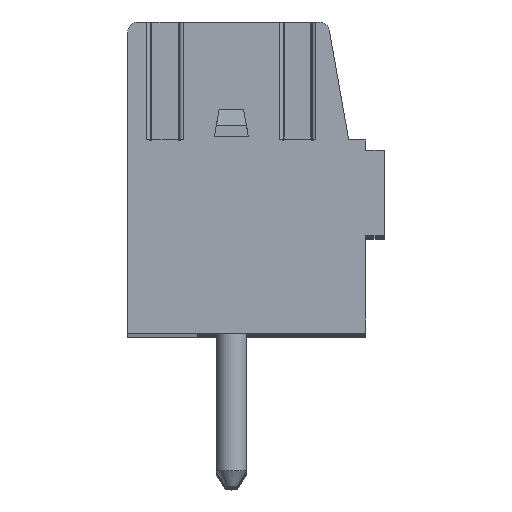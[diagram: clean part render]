
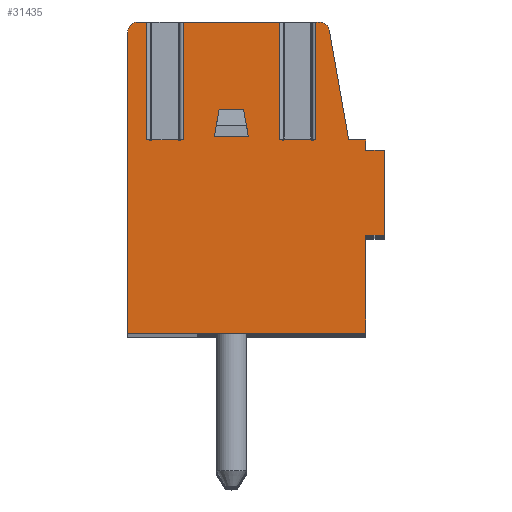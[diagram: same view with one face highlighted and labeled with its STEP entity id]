
A CAD part, top view. The second image highlights one B-rep face of the part: STEP entity #31435.
In plain terms, the highlighted planar face has unit normal (0, 0, 1).
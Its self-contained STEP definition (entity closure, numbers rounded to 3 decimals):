
#4445=DIRECTION('',(-1.,0.,0.));
#4446=VECTOR('',#4445,1.07);
#4447=CARTESIAN_POINT('',(2.035,1.105,1.75));
#4448=LINE('',#4447,#4446);
#4449=DIRECTION('',(0.,1.,0.));
#4450=VECTOR('',#4449,3.47);
#4451=CARTESIAN_POINT('',(2.035,1.105,1.75));
#4452=LINE('',#4451,#4450);
#4453=DIRECTION('',(1.,0.,0.));
#4454=VECTOR('',#4453,0.101);
#4455=CARTESIAN_POINT('',(2.035,4.575,1.75));
#4456=LINE('',#4455,#4454);
#4457=CARTESIAN_POINT('',(2.136,4.275,1.75));
#4458=DIRECTION('',(0.,0.,-1.));
#4459=DIRECTION('',(0.,1.,0.));
#4460=AXIS2_PLACEMENT_3D('',#4457,#4458,#4459);
#4462=DIRECTION('',(0.174,-0.985,0.));
#4463=VECTOR('',#4462,3.272);
#4464=CARTESIAN_POINT('',(2.432,4.327,1.75));
#4465=LINE('',#4464,#4463);
#4466=DIRECTION('',(1.,0.,0.));
#4467=VECTOR('',#4466,0.5);
#4468=CARTESIAN_POINT('',(3.,1.105,1.75));
#4469=LINE('',#4468,#4467);
#4470=DIRECTION('',(0.,-1.,0.));
#4471=VECTOR('',#4470,0.3);
#4472=CARTESIAN_POINT('',(3.5,1.105,1.75));
#4473=LINE('',#4472,#4471);
#4474=DIRECTION('',(0.,-1.,0.));
#4475=VECTOR('',#4474,2.88);
#4476=CARTESIAN_POINT('',(3.5,-1.695,1.75));
#4477=LINE('',#4476,#4475);
#4478=DIRECTION('',(-1.,0.,0.));
#4479=VECTOR('',#4478,7.);
#4480=CARTESIAN_POINT('',(3.5,-4.575,1.75));
#4481=LINE('',#4480,#4479);
#4482=DIRECTION('',(0.,1.,0.));
#4483=VECTOR('',#4482,8.85);
#4484=CARTESIAN_POINT('',(-3.5,-4.575,1.75));
#4485=LINE('',#4484,#4483);
#4486=CARTESIAN_POINT('',(-3.2,4.275,1.75));
#4487=DIRECTION('',(0.,0.,-1.));
#4488=DIRECTION('',(-1.,0.,0.));
#4489=AXIS2_PLACEMENT_3D('',#4486,#4487,#4488);
#4491=DIRECTION('',(1.,0.,0.));
#4492=VECTOR('',#4491,0.265);
#4493=CARTESIAN_POINT('',(-3.2,4.575,1.75));
#4494=LINE('',#4493,#4492);
#4495=DIRECTION('',(0.,1.,0.));
#4496=VECTOR('',#4495,3.47);
#4497=CARTESIAN_POINT('',(-2.935,1.105,1.75));
#4498=LINE('',#4497,#4496);
#4499=DIRECTION('',(-1.,0.,0.));
#4500=VECTOR('',#4499,1.07);
#4501=CARTESIAN_POINT('',(-1.865,1.105,1.75));
#4502=LINE('',#4501,#4500);
#4503=DIRECTION('',(0.,1.,0.));
#4504=VECTOR('',#4503,3.47);
#4505=CARTESIAN_POINT('',(-1.865,1.105,1.75));
#4506=LINE('',#4505,#4504);
#4507=DIRECTION('',(1.,0.,0.));
#4508=VECTOR('',#4507,2.83);
#4509=CARTESIAN_POINT('',(-1.865,4.575,1.75));
#4510=LINE('',#4509,#4508);
#4511=DIRECTION('',(0.,1.,0.));
#4512=VECTOR('',#4511,3.47);
#4513=CARTESIAN_POINT('',(0.965,1.105,1.75));
#4514=LINE('',#4513,#4512);
#4515=DIRECTION('',(-1.,0.,0.));
#4516=VECTOR('',#4515,0.718);
#4517=CARTESIAN_POINT('',(-0.091,2.005,1.75));
#4518=LINE('',#4517,#4516);
#4519=DIRECTION('',(-0.174,-0.985,0.));
#4520=VECTOR('',#4519,0.812);
#4521=CARTESIAN_POINT('',(-0.809,2.005,1.75));
#4522=LINE('',#4521,#4520);
#4523=DIRECTION('',(1.,0.,0.));
#4524=VECTOR('',#4523,1.);
#4525=CARTESIAN_POINT('',(-0.95,1.205,1.75));
#4526=LINE('',#4525,#4524);
#4527=DIRECTION('',(-0.174,0.985,0.));
#4528=VECTOR('',#4527,0.812);
#4529=CARTESIAN_POINT('',(0.05,1.205,1.75));
#4530=LINE('',#4529,#4528);
#4815=DIRECTION('',(-1.,0.,0.));
#4816=VECTOR('',#4815,0.55);
#4817=CARTESIAN_POINT('',(4.05,0.805,1.75));
#4818=LINE('',#4817,#4816);
#5555=DIRECTION('',(0.,1.,0.));
#5556=VECTOR('',#5555,2.5);
#5557=CARTESIAN_POINT('',(4.05,-1.695,1.75));
#5558=LINE('',#5557,#5556);
#5795=DIRECTION('',(1.,0.,0.));
#5796=VECTOR('',#5795,0.55);
#5797=CARTESIAN_POINT('',(3.5,-1.695,1.75));
#5798=LINE('',#5797,#5796);
#19713=CARTESIAN_POINT('',(-3.5,4.275,1.75));
#19714=CARTESIAN_POINT('',(-3.2,4.575,1.75));
#19715=VERTEX_POINT('',#19713);
#19716=VERTEX_POINT('',#19714);
#19717=CARTESIAN_POINT('',(-3.5,-4.575,1.75));
#19718=VERTEX_POINT('',#19717);
#19719=CARTESIAN_POINT('',(3.5,-4.575,1.75));
#19720=VERTEX_POINT('',#19719);
#19721=CARTESIAN_POINT('',(3.5,-1.695,1.75));
#19722=VERTEX_POINT('',#19721);
#19723=CARTESIAN_POINT('',(3.5,1.105,1.75));
#19724=CARTESIAN_POINT('',(3.5,0.805,1.75));
#19725=VERTEX_POINT('',#19723);
#19726=VERTEX_POINT('',#19724);
#19727=CARTESIAN_POINT('',(3.,1.105,1.75));
#19728=VERTEX_POINT('',#19727);
#19729=CARTESIAN_POINT('',(2.432,4.327,1.75));
#19730=VERTEX_POINT('',#19729);
#19731=CARTESIAN_POINT('',(2.136,4.575,1.75));
#19732=VERTEX_POINT('',#19731);
#19870=CARTESIAN_POINT('',(4.05,-1.695,1.75));
#19872=VERTEX_POINT('',#19870);
#19874=CARTESIAN_POINT('',(4.05,0.805,1.75));
#19876=VERTEX_POINT('',#19874);
#20053=CARTESIAN_POINT('',(2.035,1.105,1.75));
#20054=CARTESIAN_POINT('',(0.965,1.105,1.75));
#20055=VERTEX_POINT('',#20053);
#20056=VERTEX_POINT('',#20054);
#20057=CARTESIAN_POINT('',(-1.865,1.105,1.75));
#20058=CARTESIAN_POINT('',(-2.935,1.105,1.75));
#20059=VERTEX_POINT('',#20057);
#20060=VERTEX_POINT('',#20058);
#20061=CARTESIAN_POINT('',(-2.935,4.575,1.75));
#20062=VERTEX_POINT('',#20061);
#20063=CARTESIAN_POINT('',(-1.865,4.575,1.75));
#20064=VERTEX_POINT('',#20063);
#20065=CARTESIAN_POINT('',(2.035,4.575,1.75));
#20066=VERTEX_POINT('',#20065);
#20067=CARTESIAN_POINT('',(0.965,4.575,1.75));
#20068=VERTEX_POINT('',#20067);
#20097=CARTESIAN_POINT('',(-0.95,1.205,1.75));
#20098=CARTESIAN_POINT('',(0.05,1.205,1.75));
#20099=VERTEX_POINT('',#20097);
#20100=VERTEX_POINT('',#20098);
#20102=CARTESIAN_POINT('',(-0.809,2.005,1.75));
#20104=VERTEX_POINT('',#20102);
#20105=CARTESIAN_POINT('',(-0.091,2.005,1.75));
#20106=VERTEX_POINT('',#20105);
#31382=CARTESIAN_POINT('',(0.,0.,1.75));
#31383=DIRECTION('',(0.,0.,1.));
#31384=DIRECTION('',(1.,0.,0.));
#31385=AXIS2_PLACEMENT_3D('',#31382,#31383,#31384);
#31386=PLANE('',#31385);
#31388=ORIENTED_EDGE('',*,*,#31387,.F.);
#31390=ORIENTED_EDGE('',*,*,#31389,.T.);
#31391=ORIENTED_EDGE('',*,*,#25592,.T.);
#31393=ORIENTED_EDGE('',*,*,#31392,.T.);
#31395=ORIENTED_EDGE('',*,*,#31394,.T.);
#31397=ORIENTED_EDGE('',*,*,#31396,.T.);
#31399=ORIENTED_EDGE('',*,*,#31398,.T.);
#31401=ORIENTED_EDGE('',*,*,#31400,.F.);
#31403=ORIENTED_EDGE('',*,*,#31402,.F.);
#31405=ORIENTED_EDGE('',*,*,#31404,.F.);
#31407=ORIENTED_EDGE('',*,*,#31406,.T.);
#31409=ORIENTED_EDGE('',*,*,#31408,.T.);
#31411=ORIENTED_EDGE('',*,*,#31410,.T.);
#31413=ORIENTED_EDGE('',*,*,#31412,.T.);
#31414=ORIENTED_EDGE('',*,*,#25557,.T.);
#31416=ORIENTED_EDGE('',*,*,#31415,.F.);
#31418=ORIENTED_EDGE('',*,*,#31417,.F.);
#31419=ORIENTED_EDGE('',*,*,#31373,.T.);
#31420=ORIENTED_EDGE('',*,*,#25608,.T.);
#31422=ORIENTED_EDGE('',*,*,#31421,.F.);
#31423=EDGE_LOOP('',(#31388,#31390,#31391,#31393,#31395,#31397,#31399,#31401,
#31403,#31405,#31407,#31409,#31411,#31413,#31414,#31416,#31418,#31419,#31420,
#31422));
#31424=FACE_OUTER_BOUND('',#31423,.F.);
#31426=ORIENTED_EDGE('',*,*,#31425,.T.);
#31428=ORIENTED_EDGE('',*,*,#31427,.T.);
#31430=ORIENTED_EDGE('',*,*,#31429,.T.);
#31432=ORIENTED_EDGE('',*,*,#31431,.T.);
#31433=EDGE_LOOP('',(#31426,#31428,#31430,#31432));
#31434=FACE_BOUND('',#31433,.F.);
#4461=CIRCLE('',#4460,0.3);
#4490=CIRCLE('',#4489,0.3);
#25557=EDGE_CURVE('',#19716,#20062,#4494,.T.);
#25592=EDGE_CURVE('',#20066,#19732,#4456,.T.);
#25608=EDGE_CURVE('',#20064,#20068,#4510,.T.);
#31373=EDGE_CURVE('',#20059,#20064,#4506,.T.);
#31387=EDGE_CURVE('',#20055,#20056,#4448,.T.);
#31389=EDGE_CURVE('',#20055,#20066,#4452,.T.);
#31392=EDGE_CURVE('',#19732,#19730,#4461,.T.);
#31394=EDGE_CURVE('',#19730,#19728,#4465,.T.);
#31396=EDGE_CURVE('',#19728,#19725,#4469,.T.);
#31398=EDGE_CURVE('',#19725,#19726,#4473,.T.);
#31400=EDGE_CURVE('',#19876,#19726,#4818,.T.);
#31402=EDGE_CURVE('',#19872,#19876,#5558,.T.);
#31404=EDGE_CURVE('',#19722,#19872,#5798,.T.);
#31406=EDGE_CURVE('',#19722,#19720,#4477,.T.);
#31408=EDGE_CURVE('',#19720,#19718,#4481,.T.);
#31410=EDGE_CURVE('',#19718,#19715,#4485,.T.);
#31412=EDGE_CURVE('',#19715,#19716,#4490,.T.);
#31415=EDGE_CURVE('',#20060,#20062,#4498,.T.);
#31417=EDGE_CURVE('',#20059,#20060,#4502,.T.);
#31421=EDGE_CURVE('',#20056,#20068,#4514,.T.);
#31425=EDGE_CURVE('',#20106,#20104,#4518,.T.);
#31427=EDGE_CURVE('',#20104,#20099,#4522,.T.);
#31429=EDGE_CURVE('',#20099,#20100,#4526,.T.);
#31431=EDGE_CURVE('',#20100,#20106,#4530,.T.);
#31435=ADVANCED_FACE('',(#31424,#31434),#31386,.T.);
